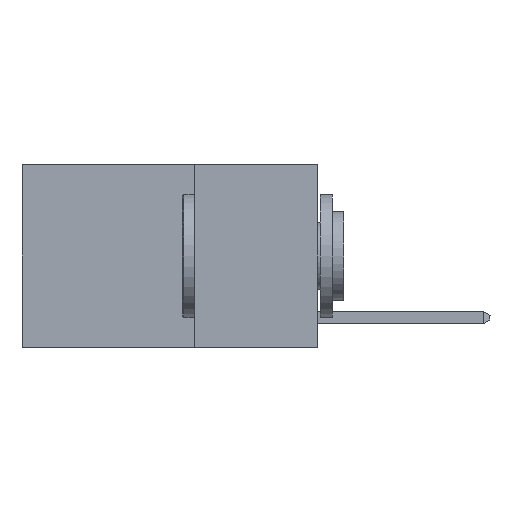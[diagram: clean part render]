
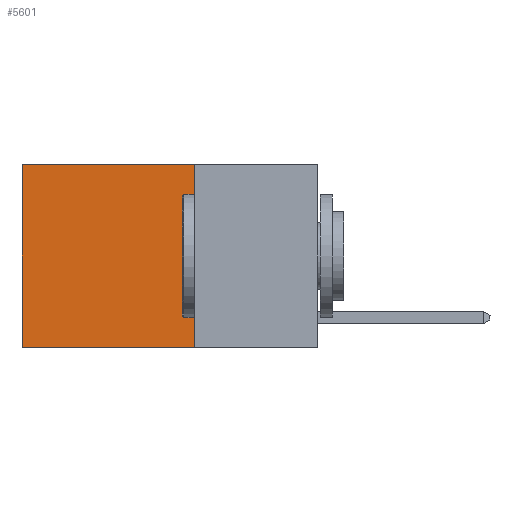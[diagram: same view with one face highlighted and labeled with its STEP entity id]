
A CAD part, left-side view. The second image highlights one B-rep face of the part: STEP entity #5601.
In plain terms, the highlighted planar face has unit normal (-1, 0, 0).
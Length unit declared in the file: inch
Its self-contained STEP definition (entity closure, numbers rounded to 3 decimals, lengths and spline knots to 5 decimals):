
#1021 = LINE ( 'NONE', #22191, #18589 ) ;
#1513 = CARTESIAN_POINT ( 'NONE',  ( 0.2625, 0.25, 0. ) ) ;
#1606 = FACE_OUTER_BOUND ( 'NONE', #9288, .T. ) ;
#1909 = PLANE ( 'NONE',  #2776 ) ;
#2776 = AXIS2_PLACEMENT_3D ( 'NONE', #25265, #11348, #27876 ) ;
#3713 = ORIENTED_EDGE ( 'NONE', *, *, #15304, .T. ) ;
#3738 = VECTOR ( 'NONE', #10687, 39.37008 ) ;
#5472 = VECTOR ( 'NONE', #24704, 39.37008 ) ;
#5541 = CARTESIAN_POINT ( 'NONE',  ( 0.2625, 0.25, 0. ) ) ;
#5601 = ADVANCED_FACE ( 'NONE', ( #1606 ), #1909, .F. ) ;
#5806 = DIRECTION ( 'NONE',  ( 0., 0., -1. ) ) ;
#6865 = EDGE_CURVE ( 'NONE', #7411, #27419, #1021, .T. ) ;
#7411 = VERTEX_POINT ( 'NONE', #30182 ) ;
#8225 = ORIENTED_EDGE ( 'NONE', *, *, #12697, .F. ) ;
#9288 = EDGE_LOOP ( 'NONE', ( #3713, #25181, #8225, #9711 ) ) ;
#9711 = ORIENTED_EDGE ( 'NONE', *, *, #29539, .T. ) ;
#10462 = DIRECTION ( 'NONE',  ( 0., 1., 0. ) ) ;
#10663 = LINE ( 'NONE', #27628, #12989 ) ;
#10687 = DIRECTION ( 'NONE',  ( 0., 1., 0. ) ) ;
#11348 = DIRECTION ( 'NONE',  ( 1., 0., 0. ) ) ;
#12697 = EDGE_CURVE ( 'NONE', #29588, #7411, #27327, .T. ) ;
#12918 = CARTESIAN_POINT ( 'NONE',  ( 0.2625, 0.6, -0.37 ) ) ;
#12989 = VECTOR ( 'NONE', #5806, 39.37008 ) ;
#15304 = EDGE_CURVE ( 'NONE', #21417, #27419, #10663, .T. ) ;
#17466 = CARTESIAN_POINT ( 'NONE',  ( 0.2625, 0.25, 0. ) ) ;
#18589 = VECTOR ( 'NONE', #10462, 39.37008 ) ;
#19976 = CARTESIAN_POINT ( 'NONE',  ( 0.2625, 0.6, 0. ) ) ;
#21417 = VERTEX_POINT ( 'NONE', #19976 ) ;
#22191 = CARTESIAN_POINT ( 'NONE',  ( 0.2625, 0.25, -0.37 ) ) ;
#24704 = DIRECTION ( 'NONE',  ( 0., 0., -1. ) ) ;
#24723 = LINE ( 'NONE', #17466, #3738 ) ;
#25181 = ORIENTED_EDGE ( 'NONE', *, *, #6865, .F. ) ;
#25265 = CARTESIAN_POINT ( 'NONE',  ( 0.2625, 0.25, 0. ) ) ;
#27327 = LINE ( 'NONE', #1513, #5472 ) ;
#27419 = VERTEX_POINT ( 'NONE', #12918 ) ;
#27628 = CARTESIAN_POINT ( 'NONE',  ( 0.2625, 0.6, 0. ) ) ;
#27876 = DIRECTION ( 'NONE',  ( 0., 0., -1. ) ) ;
#29539 = EDGE_CURVE ( 'NONE', #29588, #21417, #24723, .T. ) ;
#29588 = VERTEX_POINT ( 'NONE', #5541 ) ;
#30182 = CARTESIAN_POINT ( 'NONE',  ( 0.2625, 0.25, -0.37 ) ) ;
